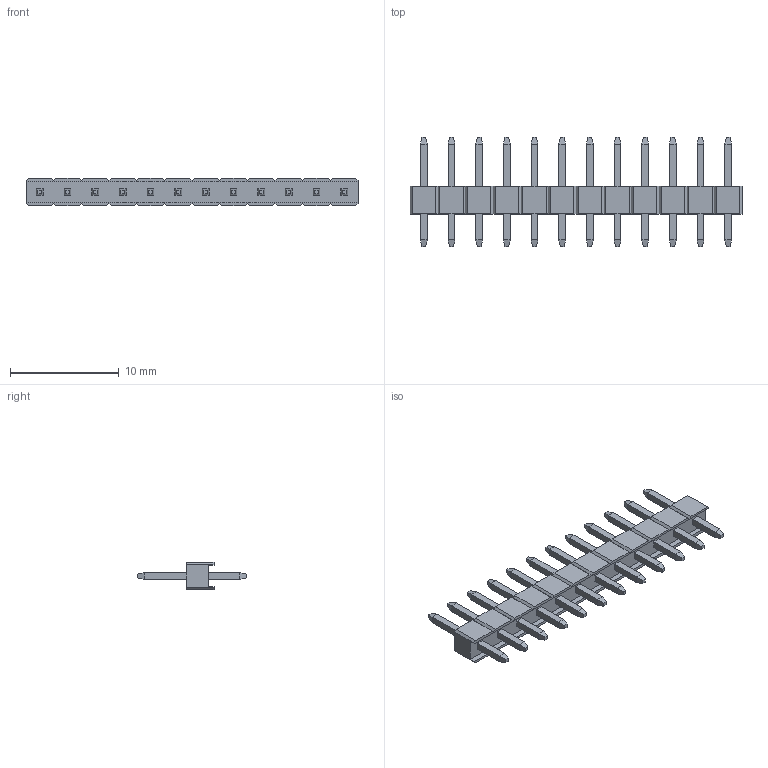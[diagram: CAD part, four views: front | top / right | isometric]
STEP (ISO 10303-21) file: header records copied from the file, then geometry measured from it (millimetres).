
FILE_DESCRIPTION( ( 'STEP AP214' ), '1' );
FILE_NAME( 'BG030-12-A-0400-0300-N-G.stp', '2020-01-01T17:51:55', ( '' ), ( '' ), ' ', 'PARTsolutions', ' ' );
FILE_SCHEMA( ( 'AUTOMOTIVE_DESIGN { 1 0 10303 214 1 1 1 1 }' ) );
Length unit declared in the file: millimetre
Products named in the file (3): BG030-12-A-0400-0300-N-G; _BG030-12-A-0450-0300-N-G_H; _BG030-12-A-0450-0300-N-G_P
Assembly tree (13 placements, depth 2):
  BG030-12-A-0400-0300-N-G
    _BG030-12-A-0450-0300-N-G_H
    _BG030-12-A-0450-0300-N-G_P  x12
Bounding box: 30.48 x 10.04 x 2.5 mm (x, y, z)
Volume: 197.5 mm3; surface area: 710.4 mm2
Topology: 13 solids, 13 shells, 296 faces, 714 edges, 444 vertices
Faces by surface type: plane 296
Entity records: 5852 total; most frequent: CARTESIAN_POINT 830, ORIENTED_EDGE 812, DIRECTION 718, EDGE_CURVE 406, LINE 406, VECTOR 406, VERTEX_POINT 268, EDGE_LOOP 166
